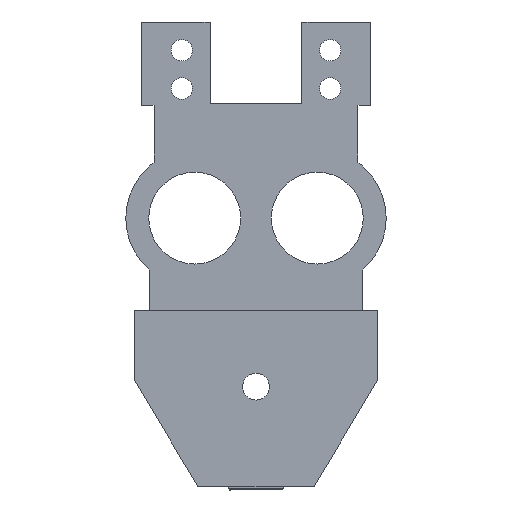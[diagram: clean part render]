
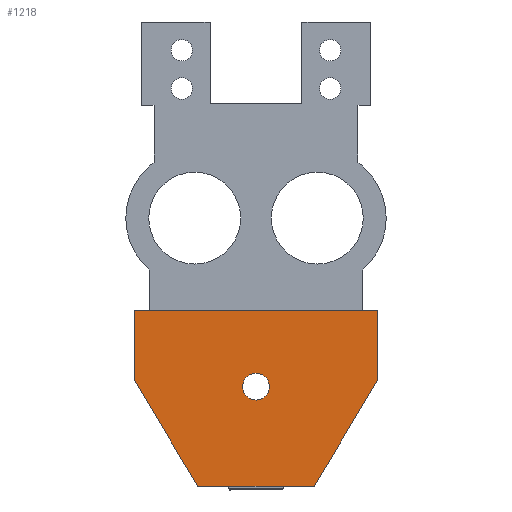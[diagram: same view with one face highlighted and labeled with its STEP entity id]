
A CAD part, front view. The second image highlights one B-rep face of the part: STEP entity #1218.
In plain terms, the highlighted face is planar.
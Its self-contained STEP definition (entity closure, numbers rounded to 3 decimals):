
#35=FACE_BOUND('',#188,.T.);
#65=PLANE('',#1373);
#115=FACE_OUTER_BOUND('',#187,.T.);
#187=EDGE_LOOP('',(#862,#863,#864,#865,#866,#867));
#188=EDGE_LOOP('',(#868));
#289=LINE('',#1876,#411);
#290=LINE('',#1878,#412);
#291=LINE('',#1880,#413);
#292=LINE('',#1882,#414);
#293=LINE('',#1884,#415);
#294=LINE('',#1885,#416);
#411=VECTOR('',#1506,10.);
#412=VECTOR('',#1507,10.);
#413=VECTOR('',#1508,10.);
#414=VECTOR('',#1509,10.);
#415=VECTOR('',#1510,10.);
#416=VECTOR('',#1511,10.);
#532=CIRCLE('',#1371,1.75);
#578=VERTEX_POINT('',#1868);
#580=VERTEX_POINT('',#1874);
#581=VERTEX_POINT('',#1875);
#582=VERTEX_POINT('',#1877);
#583=VERTEX_POINT('',#1879);
#584=VERTEX_POINT('',#1881);
#585=VERTEX_POINT('',#1883);
#690=EDGE_CURVE('',#578,#578,#532,.T.);
#693=EDGE_CURVE('',#580,#581,#289,.T.);
#694=EDGE_CURVE('',#581,#582,#290,.T.);
#695=EDGE_CURVE('',#582,#583,#291,.T.);
#696=EDGE_CURVE('',#583,#584,#292,.T.);
#697=EDGE_CURVE('',#584,#585,#293,.T.);
#698=EDGE_CURVE('',#585,#580,#294,.T.);
#862=ORIENTED_EDGE('',*,*,#693,.T.);
#863=ORIENTED_EDGE('',*,*,#694,.T.);
#864=ORIENTED_EDGE('',*,*,#695,.T.);
#865=ORIENTED_EDGE('',*,*,#696,.T.);
#866=ORIENTED_EDGE('',*,*,#697,.T.);
#867=ORIENTED_EDGE('',*,*,#698,.T.);
#868=ORIENTED_EDGE('',*,*,#690,.T.);
#1218=ADVANCED_FACE('',(#115,#35),#65,.T.);
#1371=AXIS2_PLACEMENT_3D('',#1869,#1499,#1500);
#1373=AXIS2_PLACEMENT_3D('',#1873,#1504,#1505);
#1499=DIRECTION('center_axis',(0.,-1.,0.));
#1500=DIRECTION('ref_axis',(-1.,0.,0.));
#1504=DIRECTION('center_axis',(0.,1.,0.));
#1505=DIRECTION('ref_axis',(0.,0.,1.));
#1506=DIRECTION('',(0.,0.,1.));
#1507=DIRECTION('',(1.,0.,0.));
#1508=DIRECTION('',(0.857,0.,-0.514));
#1509=DIRECTION('',(0.,0.,-1.));
#1510=DIRECTION('',(-0.857,0.,-0.514));
#1511=DIRECTION('',(-1.,0.,0.));
#1868=CARTESIAN_POINT('',(1.75,5.5,0.));
#1869=CARTESIAN_POINT('Origin',(0.,5.5,0.));
#1873=CARTESIAN_POINT('Origin',(1.5,5.5,0.));
#1874=CARTESIAN_POINT('',(-10.,5.5,-15.928));
#1875=CARTESIAN_POINT('',(-10.,5.5,15.928));
#1876=CARTESIAN_POINT('',(-10.,5.5,-15.928));
#1877=CARTESIAN_POINT('',(-0.892,5.5,15.928));
#1878=CARTESIAN_POINT('',(-10.,5.5,15.928));
#1879=CARTESIAN_POINT('',(13.,5.5,7.593));
#1880=CARTESIAN_POINT('',(-0.892,5.5,15.928));
#1881=CARTESIAN_POINT('',(13.,5.5,-7.593));
#1882=CARTESIAN_POINT('',(13.,5.5,7.593));
#1883=CARTESIAN_POINT('',(-0.892,5.5,-15.928));
#1884=CARTESIAN_POINT('',(13.,5.5,-7.593));
#1885=CARTESIAN_POINT('',(-0.892,5.5,-15.928));
